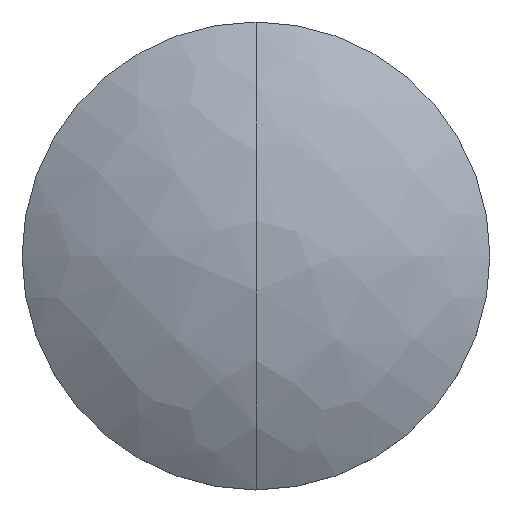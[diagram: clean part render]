
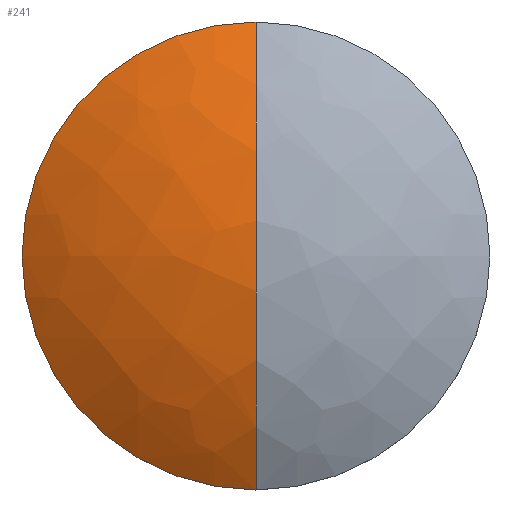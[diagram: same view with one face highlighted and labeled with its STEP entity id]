
A CAD part, top view. The second image highlights one B-rep face of the part: STEP entity #241.
In plain terms, the highlighted free-form (B-spline) face has degree [3, 3] with [4, 4] control points.
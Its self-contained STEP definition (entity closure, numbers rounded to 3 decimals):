
#1 = CARTESIAN_POINT ( 'NONE',  ( -12.7, 0., 5.417 ) ) ;
#2 = CARTESIAN_POINT ( 'NONE',  ( 0., 0., 5.417 ) ) ;
#12 = CARTESIAN_POINT ( 'NONE',  ( -4.793, 4.757, 10.359 ) ) ;
#13 = CARTESIAN_POINT ( 'NONE',  ( -9.404, 4.757, 9.05 ) ) ;
#28 = DIRECTION ( 'NONE',  ( 1., 0., 0. ) ) ;
#31 = CIRCLE ( 'NONE', #63, 12.7 ) ;
#38 = CARTESIAN_POINT ( 'NONE',  ( -7.562, 12.836, 4.28 ) ) ;
#48 = DIRECTION ( 'NONE',  ( 0., 0., 1. ) ) ;
#58 = CARTESIAN_POINT ( 'NONE',  ( -3.854, -12.836, 5.333 ) ) ;
#60 = CARTESIAN_POINT ( 'NONE',  ( 0., -12.836, 5.333 ) ) ;
#63 = AXIS2_PLACEMENT_3D ( 'NONE', #2, #48, #295 ) ;
#79 = CARTESIAN_POINT ( 'NONE',  ( -10.841, 12.836, 2.255 ) ) ;
#86 = CIRCLE ( 'NONE', #100, 12.7 ) ;
#100 = AXIS2_PLACEMENT_3D ( 'NONE', #255, #276, #28 ) ;
#122 = CARTESIAN_POINT ( 'NONE',  ( -3.854, 12.836, 5.333 ) ) ;
#127 = CARTESIAN_POINT ( 'NONE',  ( -13.482, -4.757, 6.531 ) ) ;
#136 = EDGE_CURVE ( 'NONE', #217, #159, #86, .T. ) ;
#140 = EDGE_CURVE ( 'NONE', #150, #217, #31, .T. ) ;
#142 = CARTESIAN_POINT ( 'NONE',  ( 0., 0., -15.3 ) ) ;
#144 = DIRECTION ( 'NONE',  ( -1., 0., 0. ) ) ;
#148 = CARTESIAN_POINT ( 'NONE',  ( -13.482, 4.757, 6.531 ) ) ;
#150 = VERTEX_POINT ( 'NONE', #231 ) ;
#152 = CARTESIAN_POINT ( 'NONE',  ( 0., 4.757, 10.359 ) ) ;
#159 = VERTEX_POINT ( 'NONE', #185 ) ;
#161 = DIRECTION ( 'NONE',  ( 0., -1., 0. ) ) ;
#171 = FACE_OUTER_BOUND ( 'NONE', #202, .T. ) ;
#172 = CARTESIAN_POINT ( 'NONE',  ( -10.841, -12.836, 2.255 ) ) ;
#174 = CARTESIAN_POINT ( 'NONE',  ( -9.404, -4.757, 9.05 ) ) ;
#177 = CARTESIAN_POINT ( 'NONE',  ( 0., 12.836, 5.333 ) ) ;
#181 = CIRCLE ( 'NONE', #249, 24.3 ) ;
#183 = ORIENTED_EDGE ( 'NONE', *, *, #136, .T. ) ;
#185 = CARTESIAN_POINT ( 'NONE',  ( 0., -12.7, 5.417 ) ) ;
#202 = EDGE_LOOP ( 'NONE', ( #183, #243, #252 ) ) ;
#204 = EDGE_CURVE ( 'NONE', #159, #150, #181, .T. ) ;
#209 = CARTESIAN_POINT ( 'NONE',  ( 0., -4.757, 10.359 ) ) ;
#217 = VERTEX_POINT ( 'NONE', #1 ) ;
#231 = CARTESIAN_POINT ( 'NONE',  ( 0., 12.7, 5.417 ) ) ;
#241 = ADVANCED_FACE ( 'NONE', ( #171 ), #251, .T. ) ;
#243 = ORIENTED_EDGE ( 'NONE', *, *, #204, .T. ) ;
#249 = AXIS2_PLACEMENT_3D ( 'NONE', #142, #144, #161 ) ;
#251 =( BOUNDED_SURFACE ( )  B_SPLINE_SURFACE ( 3, 3, ( 
 ( #60, #58, #288, #172 ),
 ( #209, #267, #174, #127 ),
 ( #152, #12, #13, #148 ),
 ( #177, #122, #38, #79 ) ),
 .UNSPECIFIED., .F., .F., .T. ) 
 B_SPLINE_SURFACE_WITH_KNOTS ( ( 4, 4 ),
 ( 4, 4 ),
 ( 0., 1. ),
 ( 0., 1. ),
 .UNSPECIFIED. ) 
 GEOMETRIC_REPRESENTATION_ITEM ( )  RATIONAL_B_SPLINE_SURFACE ( (
 ( 1., 0.975, 0.975, 1.),
 ( 0.899, 0.877, 0.877, 0.899),
 ( 0.899, 0.877, 0.877, 0.899),
 ( 1., 0.975, 0.975, 1.) ) ) 
 REPRESENTATION_ITEM ( '' )  SURFACE ( )  );
#252 = ORIENTED_EDGE ( 'NONE', *, *, #140, .T. ) ;
#255 = CARTESIAN_POINT ( 'NONE',  ( 0., 0., 5.417 ) ) ;
#267 = CARTESIAN_POINT ( 'NONE',  ( -4.793, -4.757, 10.359 ) ) ;
#276 = DIRECTION ( 'NONE',  ( 0., 0., 1. ) ) ;
#288 = CARTESIAN_POINT ( 'NONE',  ( -7.562, -12.836, 4.28 ) ) ;
#295 = DIRECTION ( 'NONE',  ( 1., 0., 0. ) ) ;
